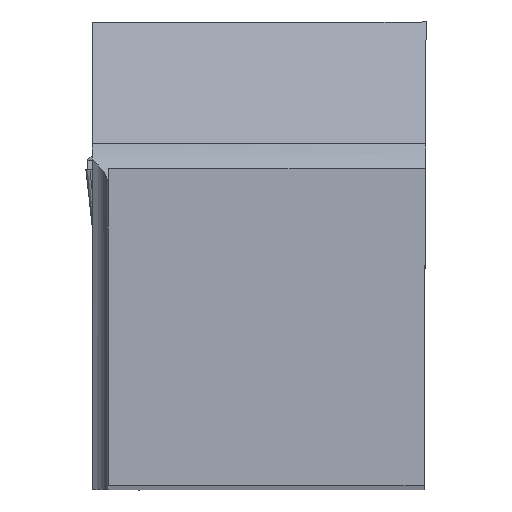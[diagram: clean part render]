
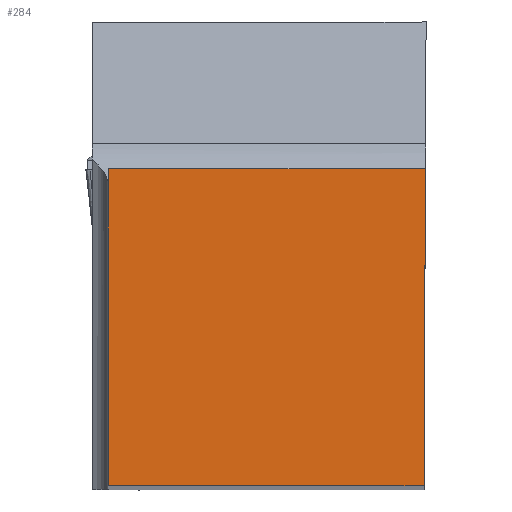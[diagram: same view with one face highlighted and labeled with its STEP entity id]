
A CAD part, top view. The second image highlights one B-rep face of the part: STEP entity #284.
In plain terms, the highlighted planar face has unit normal (0, 0, 1).
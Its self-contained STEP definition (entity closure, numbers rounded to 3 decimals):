
#284=ADVANCED_FACE('CU_BACK_SU1',(#442),#385,.F.);
#385=PLANE('',#2044);
#442=FACE_OUTER_BOUND('',#548,.T.);
#548=EDGE_LOOP('',(#787,#788,#789,#790));
#787=ORIENTED_EDGE('',*,*,#1464,.T.);
#788=ORIENTED_EDGE('',*,*,#1426,.T.);
#789=ORIENTED_EDGE('',*,*,#1429,.T.);
#790=ORIENTED_EDGE('',*,*,#1467,.F.);
#1239=VERTEX_POINT('',#2657);
#1246=VERTEX_POINT('',#2672);
#1248=VERTEX_POINT('',#2678);
#1267=VERTEX_POINT('',#2775);
#1426=EDGE_CURVE('',#1239,#1246,#1693,.T.);
#1429=EDGE_CURVE('',#1246,#1248,#1696,.T.);
#1464=EDGE_CURVE('',#1267,#1239,#1723,.T.);
#1467=EDGE_CURVE('',#1267,#1248,#1726,.T.);
#1693=LINE('',#2673,#1845);
#1696=LINE('',#2679,#1848);
#1723=LINE('',#2774,#1875);
#1726=LINE('',#2779,#1878);
#1845=VECTOR('',#2220,1.);
#1848=VECTOR('',#2225,1.);
#1875=VECTOR('',#2294,1.);
#1878=VECTOR('',#2299,1.);
#2044=AXIS2_PLACEMENT_3D('',#2780,#2300,#2301);
#2220=DIRECTION('',(0.004,1.,0.));
#2225=DIRECTION('',(-1.,0.,0.));
#2294=DIRECTION('',(1.,0.,0.));
#2299=DIRECTION('',(0.,1.,0.));
#2300=DIRECTION('',(0.,0.,-1.));
#2301=DIRECTION('',(0.,-1.,0.));
#2657=CARTESIAN_POINT('',(-0.069,0.,0.));
#2672=CARTESIAN_POINT('',(0.,15.875,0.));
#2673=CARTESIAN_POINT('',(0.088,35.974,0.));
#2678=CARTESIAN_POINT('',(-15.875,15.875,0.));
#2679=CARTESIAN_POINT('',(22.794,15.875,0.));
#2774=CARTESIAN_POINT('',(22.794,0.,0.));
#2775=CARTESIAN_POINT('',(-15.875,0.,0.));
#2779=CARTESIAN_POINT('',(-15.875,35.875,0.));
#2780=CARTESIAN_POINT('',(22.794,35.875,0.));
